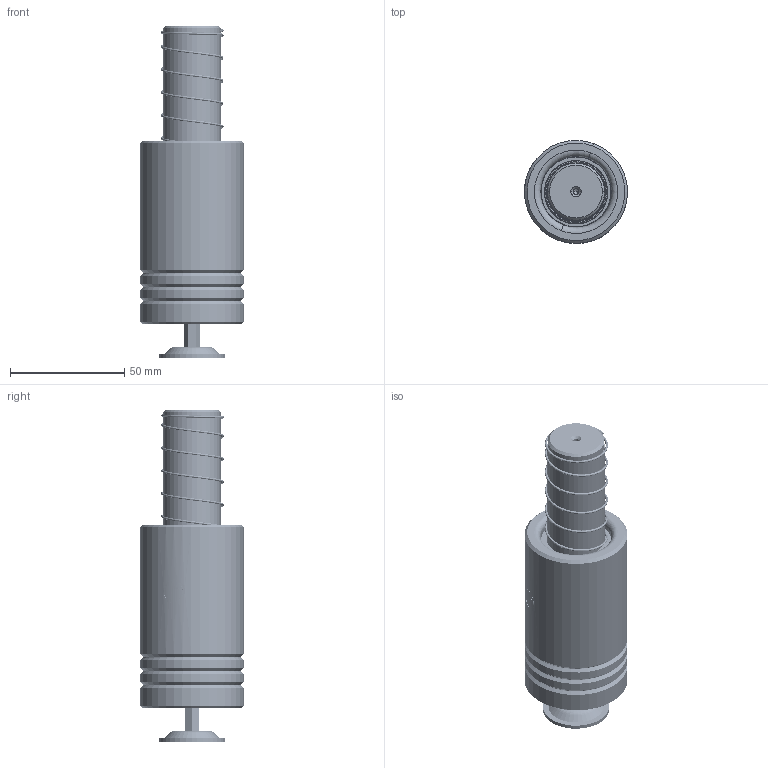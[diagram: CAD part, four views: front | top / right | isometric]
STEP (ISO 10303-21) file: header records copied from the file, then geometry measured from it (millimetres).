
FILE_DESCRIPTION (( 'STEP AP214' ), '1' );
FILE_NAME ('LMSH LMJH-D25-L130(BL-80).STEP', '2021-08-12T08:07:03', ( '' ), ( '' ), 'SwSTEP 2.0', 'SolidWorks 2016', '' );
FILE_SCHEMA (( 'AUTOMOTIVE_DESIGN' ));
Length unit declared in the file: millimetre
Products named in the file (307): BALL-D3; BSH-30.5-25.5-L75; GTM-29郪蚾; TBB-D45-d31-L80; GTM-29; LMSH LMJH-D25-L130(BL-80); BSH-D30.5-25.5-L75郪蚾; GTM-3-縐种; DSPM-D25-L130; GTM-M12蹟簽; HWP-D27.5-d25.5-L60
Assembly tree (300 placements, depth 3):
  BALL-D3
  BALL-D3
  BALL-D3
  BALL-D3
  BALL-D3
Bounding box: 45 x 45 x 145 mm (x, y, z)
Volume: 143533.9 mm3; surface area: 66290.9 mm2
Topology: 293 solids, 293 shells, 1313 faces, 5607 edges, 3728 vertices
Faces by surface type: sphere 1144, cylinder 50, plane 41, cone 34, torus 22, bspline 22
Entity records: 58121 total; most frequent: CARTESIAN_POINT 33396, ORIENTED_EDGE 4324, DIRECTION 3687, EDGE_CURVE 2162, AXIS2_PLACEMENT_3D 1760, VERTEX_POINT 1420, EDGE_LOOP 1308, B_SPLINE_CURVE_WITH_KNOTS 1246
